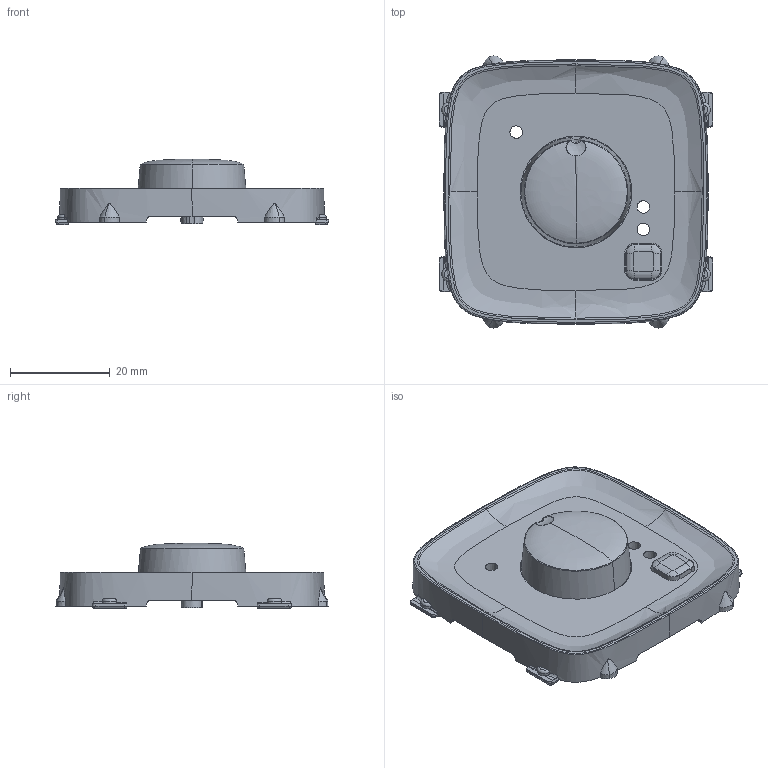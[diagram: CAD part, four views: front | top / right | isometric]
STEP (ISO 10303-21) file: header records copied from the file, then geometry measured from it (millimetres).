
FILE_DESCRIPTION(('CATIA V5 STEP Exchange','CAx-IF Rec.Pracs.--- Model Styling and Organization---1.4--- 2014-01-23'),'2;1');
FILE_NAME('755315_AllCATPart.stp','2020-02-25T08:55:08+00:00',('none'),('none'),'CATIA Version 5-6 Release 2017 SP3','CATIA V5 STEP AP214','none');
FILE_SCHEMA(('AUTOMOTIVE_DESIGN { 1 0 10303 214 1 1 1 1 }'));
Products named in the file (1): 755315_AllCATPart
Bounding box: 54.8 x 54.6 x 13.1 mm (x, y, z)
Volume: 5319.3 mm3; surface area: 9204.9 mm2
Topology: 3 solids, 3 shells, 3116 faces, 9031 edges, 5971 vertices
Faces by surface type: plane 2604, bspline 164, extrusion 159, cylinder 78, cone 78, torus 17, sphere 10, revolution 6
Entity records: 121128 total; most frequent: CARTESIAN_POINT 49606, ORIENTED_EDGE 18038, EDGE_CURVE 9019, DIRECTION 8192, B_SPLINE_CURVE_WITH_KNOTS 6429, VERTEX_POINT 5971, EDGE_LOOP 3194, ADVANCED_FACE 3116
